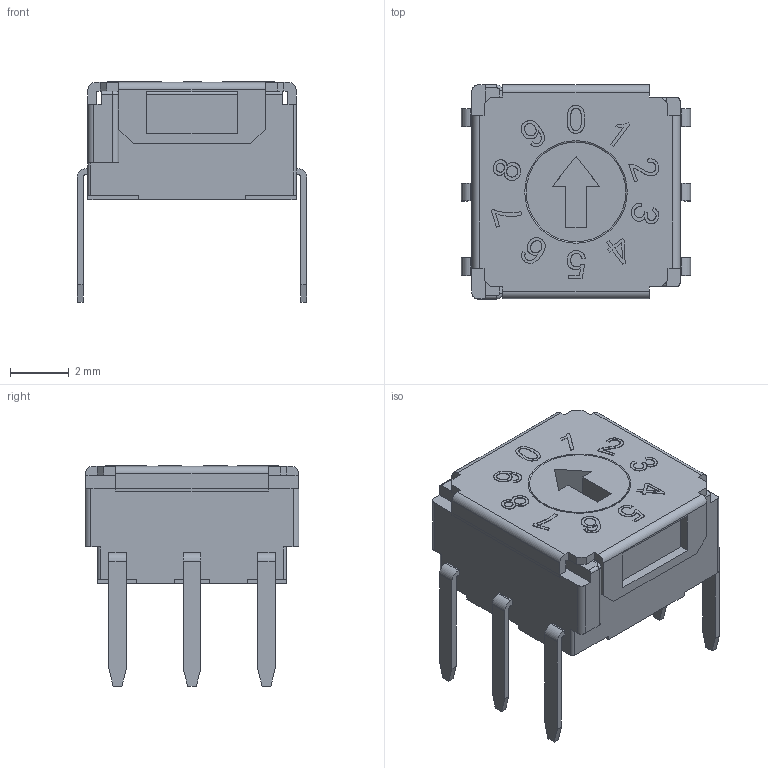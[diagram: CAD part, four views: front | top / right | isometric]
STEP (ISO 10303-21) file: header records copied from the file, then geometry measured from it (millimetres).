
FILE_DESCRIPTION(/* description */ ('model of Nidec_Copal_SH-7010C'),/* implementation_level */ '2;1');
FILE_NAME(/* name */ 'Nidec_Copal_SH-7010C.step',/* time_stamp */ '2020-09-24T13:59:27',/* author */ ('Joerg Laukemper','https://github.com/MountyRox'),/* organization */ ('FreeCAD'),/* preprocessor_version */ 'OCC',/* originating_system */ 'kicad StepUp',/* authorisation */ '');
FILE_SCHEMA(('AUTOMOTIVE_DESIGN { 1 0 10303 214 1 1 1 1 }'));
Length unit declared in the file: millimetre
Products named in the file (1): Nidec_Copal_SH_7010C
Bounding box: 7.82 x 7.3 x 7.52 mm (x, y, z)
Volume: 186.2 mm3; surface area: 302.4 mm2
Topology: 1 solids, 1 shells, 420 faces, 1188 edges, 785 vertices
Faces by surface type: plane 206, extrusion 179, cylinder 32, torus 3
Full cylindrical faces by diameter (mm): 1.2 x1, 3.4 x1
Entity records: 17468 total; most frequent: CARTESIAN_POINT 4250, ORIENTED_EDGE 2376, DIRECTION 1559, EDGE_CURVE 1188, VECTOR 943, VERTEX_POINT 785, LINE 764, B_SPLINE_CURVE_WITH_KNOTS 537
